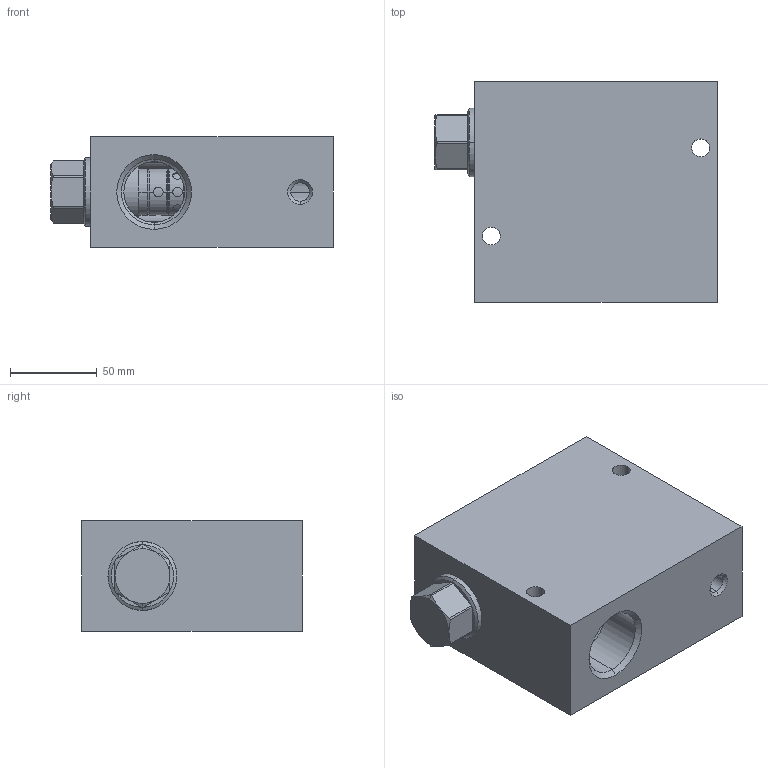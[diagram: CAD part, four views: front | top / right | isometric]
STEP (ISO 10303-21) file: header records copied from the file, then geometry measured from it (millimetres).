
FILE_DESCRIPTION((''),'2;1');
FILE_NAME('H6F_ASM','2024-11-01T',('ProEService'),(''),'PRO/ENGINEER BY PARAMETRIC TECHNOLOGY CORPORATION, 2014200','PRO/ENGINEER BY PARAMETRIC TECHNOLOGY CORPORATION, 2014200','');
FILE_SCHEMA(('CONFIG_CONTROL_DESIGN'));
Length unit declared in the file: inch
Products named in the file (3): 150-755-003; CXHAXCN; H6F_ASM
Assembly tree (2 placements, depth 2):
  H6F_ASM
    150-755-003
    CXHAXCN
Bounding box: 162.74 x 127 x 63.5 mm (x, y, z)
Volume: 894745.9 mm3; surface area: 118113.7 mm2
Topology: 3 solids, 4 shells, 273 faces, 813 edges, 649 vertices
Faces by surface type: cylinder 132, cone 60, plane 43, torus 32, revolution 6
Entity records: 10968 total; most frequent: CARTESIAN_POINT 3692, DIRECTION 1557, ORIENTED_EDGE 1246, EDGE_CURVE 623, AXIS2_PLACEMENT_3D 576, VECTOR 399, LINE 399, VERTEX_POINT 371
